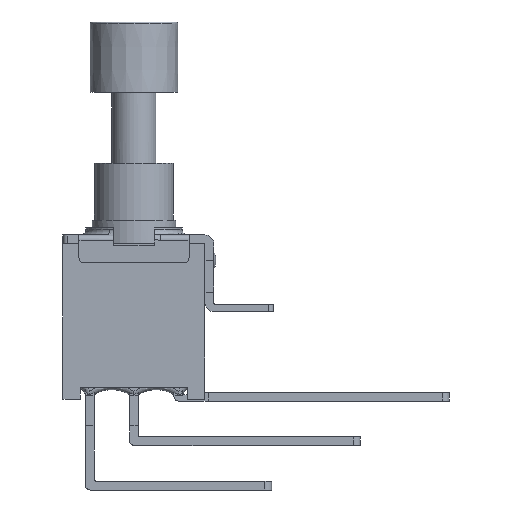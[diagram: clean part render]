
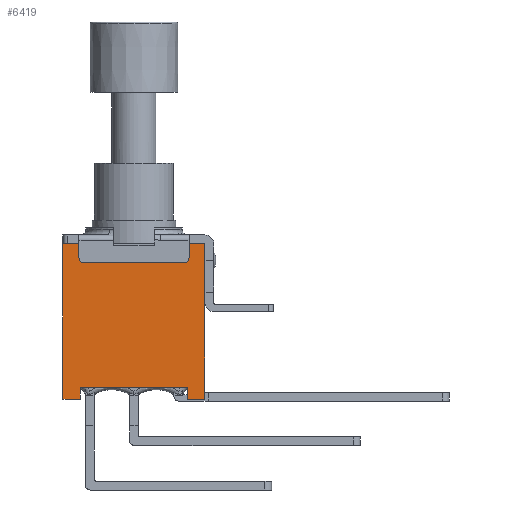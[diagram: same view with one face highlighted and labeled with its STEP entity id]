
A CAD part, front view. The second image highlights one B-rep face of the part: STEP entity #6419.
In plain terms, the highlighted planar face has unit normal (0, -1, 0).
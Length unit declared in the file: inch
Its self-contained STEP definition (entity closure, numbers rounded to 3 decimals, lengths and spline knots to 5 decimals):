
#420=PLANE('',#6908);
#765=FACE_OUTER_BOUND('',#1109,.T.);
#1109=EDGE_LOOP('',(#5991,#5992,#5993,#5994,#5995,#5996,#5997,#5998,#5999,
#6000,#6001,#6002,#6003,#6004,#6005,#6006,#6007));
#1251=CIRCLE('',#6717,0.01181);
#1273=CIRCLE('',#6755,0.01181);
#1298=CIRCLE('',#6826,0.00394);
#1556=LINE('',#9673,#2189);
#1561=LINE('',#9684,#2194);
#1564=LINE('',#9695,#2197);
#1600=LINE('',#9963,#2233);
#1647=LINE('',#10063,#2280);
#1649=LINE('',#10068,#2282);
#1743=LINE('',#10521,#2376);
#1745=LINE('',#10529,#2378);
#1913=LINE('',#11277,#2546);
#1915=LINE('',#11283,#2548);
#1929=LINE('',#11309,#2562);
#1932=LINE('',#11316,#2565);
#1934=LINE('',#11319,#2567);
#1935=LINE('',#11321,#2568);
#2189=VECTOR('',#7708,0.3937);
#2194=VECTOR('',#7715,0.3937);
#2197=VECTOR('',#7726,0.3937);
#2233=VECTOR('',#7838,0.3937);
#2280=VECTOR('',#7929,0.3937);
#2282=VECTOR('',#7935,0.3937);
#2376=VECTOR('',#8113,0.3937);
#2378=VECTOR('',#8125,0.3937);
#2546=VECTOR('',#8431,0.3937);
#2548=VECTOR('',#8435,0.3937);
#2562=VECTOR('',#8459,0.3937);
#2565=VECTOR('',#8468,0.3937);
#2567=VECTOR('',#8472,0.3937);
#2568=VECTOR('',#8475,0.3937);
#2853=VERTEX_POINT('',#9668);
#2854=VERTEX_POINT('',#9670);
#2855=VERTEX_POINT('',#9672);
#2860=VERTEX_POINT('',#9682);
#2863=VERTEX_POINT('',#9689);
#2864=VERTEX_POINT('',#9691);
#2908=VERTEX_POINT('',#9954);
#2909=VERTEX_POINT('',#9956);
#2910=VERTEX_POINT('',#9961);
#2942=VERTEX_POINT('',#10066);
#3070=VERTEX_POINT('',#10519);
#3071=VERTEX_POINT('',#10528);
#3176=VERTEX_POINT('',#11273);
#3177=VERTEX_POINT('',#11275);
#3178=VERTEX_POINT('',#11279);
#3180=VERTEX_POINT('',#11282);
#3188=VERTEX_POINT('',#11315);
#3616=EDGE_CURVE('',#2855,#2854,#1556,.T.);
#3622=EDGE_CURVE('',#2853,#2860,#1561,.T.);
#3625=EDGE_CURVE('',#2864,#2863,#1251,.T.);
#3627=EDGE_CURVE('',#2860,#2864,#1564,.T.);
#3692=EDGE_CURVE('',#2909,#2908,#1273,.T.);
#3696=EDGE_CURVE('',#2908,#2910,#1600,.T.);
#3748=EDGE_CURVE('',#2863,#2909,#1647,.T.);
#3750=EDGE_CURVE('',#2910,#2942,#1649,.T.);
#3901=EDGE_CURVE('',#2942,#3070,#1743,.T.);
#3903=EDGE_CURVE('',#2854,#2853,#1298,.T.);
#3904=EDGE_CURVE('',#3071,#2855,#1745,.T.);
#4110=EDGE_CURVE('',#3176,#3177,#1913,.T.);
#4112=EDGE_CURVE('',#3180,#3178,#1915,.T.);
#4126=EDGE_CURVE('',#3178,#3176,#1929,.T.);
#4129=EDGE_CURVE('',#3180,#3188,#1932,.T.);
#4131=EDGE_CURVE('',#3071,#3177,#1934,.T.);
#4132=EDGE_CURVE('',#3188,#3070,#1935,.T.);
#5991=ORIENTED_EDGE('',*,*,#3696,.T.);
#5992=ORIENTED_EDGE('',*,*,#3750,.T.);
#5993=ORIENTED_EDGE('',*,*,#3901,.T.);
#5994=ORIENTED_EDGE('',*,*,#4132,.F.);
#5995=ORIENTED_EDGE('',*,*,#4129,.F.);
#5996=ORIENTED_EDGE('',*,*,#4112,.T.);
#5997=ORIENTED_EDGE('',*,*,#4126,.T.);
#5998=ORIENTED_EDGE('',*,*,#4110,.T.);
#5999=ORIENTED_EDGE('',*,*,#4131,.F.);
#6000=ORIENTED_EDGE('',*,*,#3904,.T.);
#6001=ORIENTED_EDGE('',*,*,#3616,.T.);
#6002=ORIENTED_EDGE('',*,*,#3903,.T.);
#6003=ORIENTED_EDGE('',*,*,#3622,.T.);
#6004=ORIENTED_EDGE('',*,*,#3627,.T.);
#6005=ORIENTED_EDGE('',*,*,#3625,.T.);
#6006=ORIENTED_EDGE('',*,*,#3748,.T.);
#6007=ORIENTED_EDGE('',*,*,#3692,.T.);
#6419=ADVANCED_FACE('',(#765),#420,.T.);
#6717=AXIS2_PLACEMENT_3D('',#9692,#7721,#7722);
#6755=AXIS2_PLACEMENT_3D('',#9957,#7831,#7832);
#6826=AXIS2_PLACEMENT_3D('',#10526,#8121,#8122);
#6908=AXIS2_PLACEMENT_3D('',#11322,#8476,#8477);
#7708=DIRECTION('',(0.,0.,1.));
#7715=DIRECTION('',(-1.,0.,0.));
#7721=DIRECTION('center_axis',(0.,1.,0.));
#7722=DIRECTION('ref_axis',(0.707,0.,-0.707));
#7726=DIRECTION('',(0.,0.,-1.));
#7831=DIRECTION('center_axis',(0.,1.,0.));
#7832=DIRECTION('ref_axis',(-0.707,0.,-0.707));
#7838=DIRECTION('',(0.,0.,1.));
#7929=DIRECTION('',(-1.,0.,0.));
#7935=DIRECTION('',(-1.,0.,0.));
#8113=DIRECTION('',(-1.,0.,0.));
#8121=DIRECTION('center_axis',(0.,-1.,0.));
#8122=DIRECTION('ref_axis',(0.707,0.,0.707));
#8125=DIRECTION('',(0.,0.,1.));
#8431=DIRECTION('',(0.,0.,-1.));
#8435=DIRECTION('',(0.,0.,1.));
#8459=DIRECTION('',(1.,0.,0.));
#8468=DIRECTION('',(-1.,0.,0.));
#8472=DIRECTION('',(-1.,0.,0.));
#8475=DIRECTION('',(0.,0.,1.));
#8476=DIRECTION('center_axis',(0.,-1.,0.));
#8477=DIRECTION('ref_axis',(0.,0.,
1.));
#9668=CARTESIAN_POINT('',(0.1561,-0.1,0.35));
#9670=CARTESIAN_POINT('',(0.16004,-0.1,0.34606));
#9672=CARTESIAN_POINT('',(0.16004,-0.1,0.3122));
#9673=CARTESIAN_POINT('',(0.16004,-0.1,0.));
#9682=CARTESIAN_POINT('',(0.12402,-0.1,0.35));
#9684=CARTESIAN_POINT('',(0.16004,-0.1,0.35));
#9689=CARTESIAN_POINT('',(0.1122,-0.1,0.30709));
#9691=CARTESIAN_POINT('',(0.12402,-0.1,0.3189));
#9692=CARTESIAN_POINT('Origin',(0.1122,-0.1,0.3189));
#9695=CARTESIAN_POINT('',(0.12402,-0.1,0.18504));
#9954=CARTESIAN_POINT('',(-0.12402,-0.1,0.3189));
#9956=CARTESIAN_POINT('',(-0.1122,-0.1,0.30709));
#9957=CARTESIAN_POINT('Origin',(-0.1122,-0.1,0.3189));
#9961=CARTESIAN_POINT('',(-0.12402,-0.1,0.35));
#9963=CARTESIAN_POINT('',(-0.12402,-0.1,0.15354));
#10063=CARTESIAN_POINT('',(0.14203,-0.1,0.30709));
#10066=CARTESIAN_POINT('',(-0.1502,-0.1,0.35));
#10068=CARTESIAN_POINT('',(0.16004,-0.1,0.35));
#10519=CARTESIAN_POINT('',(-0.16004,-0.1,0.35));
#10521=CARTESIAN_POINT('',(0.16004,-0.1,0.35));
#10526=CARTESIAN_POINT('Origin',(0.1561,-0.1,0.34606));
#10528=CARTESIAN_POINT('',(0.16004,-0.1,0.));
#10529=CARTESIAN_POINT('',(0.16004,-0.1,0.));
#11273=CARTESIAN_POINT('',(0.12067,-0.1,0.02559));
#11275=CARTESIAN_POINT('',(0.12067,-0.1,0.));
#11277=CARTESIAN_POINT('',(0.12067,-0.1,0.));
#11279=CARTESIAN_POINT('',(-0.12067,-0.1,0.02559));
#11282=CARTESIAN_POINT('',(-0.12067,-0.1,0.));
#11283=CARTESIAN_POINT('',(-0.12067,-0.1,0.));
#11309=CARTESIAN_POINT('',(0.08002,-0.1,0.02559));
#11315=CARTESIAN_POINT('',(-0.16004,-0.1,0.));
#11316=CARTESIAN_POINT('',(0.16004,-0.1,0.));
#11319=CARTESIAN_POINT('',(0.16004,-0.1,0.));
#11321=CARTESIAN_POINT('',(-0.16004,-0.1,0.));
#11322=CARTESIAN_POINT('Origin',(0.16004,-0.1,0.));
